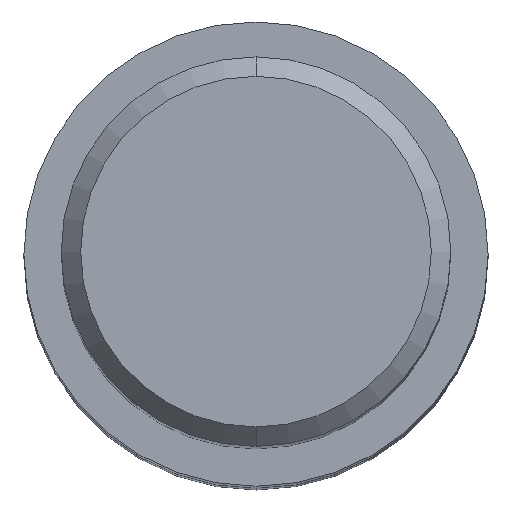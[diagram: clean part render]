
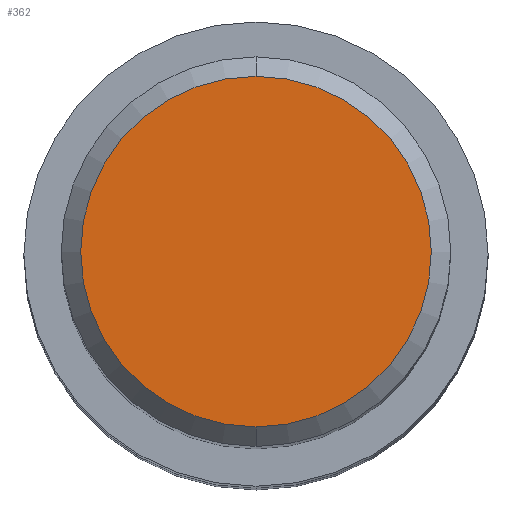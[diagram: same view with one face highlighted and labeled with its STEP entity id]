
A CAD part, top view. The second image highlights one B-rep face of the part: STEP entity #362.
In plain terms, the highlighted planar face has unit normal (0, 0, 1).
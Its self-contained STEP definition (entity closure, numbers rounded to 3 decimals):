
#190=EDGE_CURVE('',#398,#240,#485,.T.);
#240=VERTEX_POINT('',#541);
#362=ADVANCED_FACE('',(#673),#674,.T.);
#398=VERTEX_POINT('',#714);
#418=EDGE_CURVE('',#240,#398,#737,.T.);
#485=CIRCLE('',#810,5.4);
#541=CARTESIAN_POINT('',(0.,-5.4,0.0));
#673=FACE_OUTER_BOUND('',#1183,.T.);
#674=PLANE('',#1184);
#714=CARTESIAN_POINT('',(0.0,5.4,0.0));
#737=CIRCLE('',#1375,5.4);
#810=AXIS2_PLACEMENT_3D('',#1478,#1479,#1480);
#1183=EDGE_LOOP('',(#1670,#1671));
#1184=AXIS2_PLACEMENT_3D('',#1672,#1673,#1674);
#1375=AXIS2_PLACEMENT_3D('',#1756,#1757,#1758);
#1478=CARTESIAN_POINT('',(0.0,0.0,0.0));
#1479=DIRECTION('',(0.0,0.0,-1.0));
#1480=DIRECTION('',(0.0,1.0,0.0));
#1670=ORIENTED_EDGE('',*,*,#190,.F.);
#1671=ORIENTED_EDGE('',*,*,#418,.F.);
#1672=CARTESIAN_POINT('',(0.0,2.7,0.0));
#1673=DIRECTION('',(-0.0,0.0,1.0));
#1674=DIRECTION('',(0.0,-1.0,0.0));
#1756=CARTESIAN_POINT('',(0.0,0.0,0.0));
#1757=DIRECTION('',(0.0,0.0,-1.0));
#1758=DIRECTION('',(0.0,1.0,0.0));
